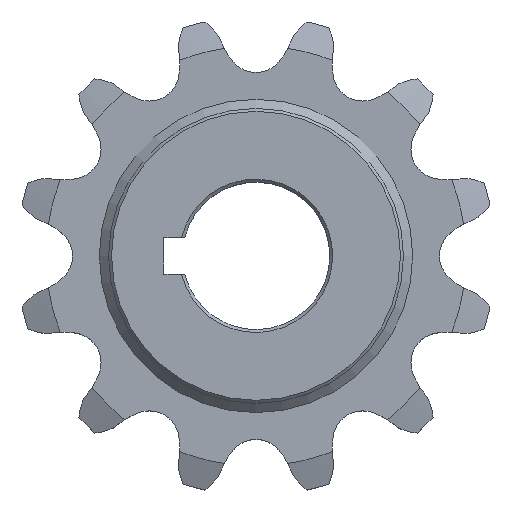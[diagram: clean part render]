
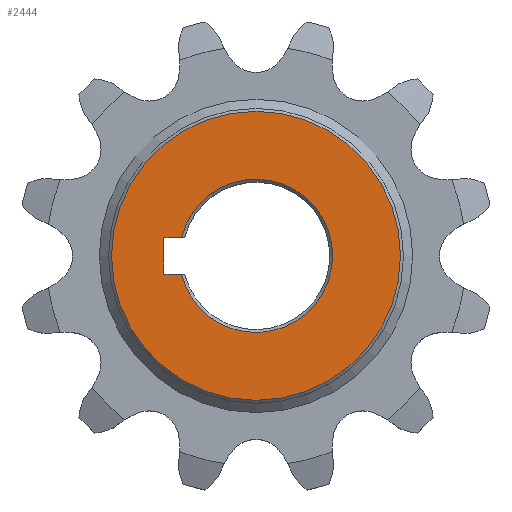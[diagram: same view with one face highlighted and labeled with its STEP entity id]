
A CAD part, top view. The second image highlights one B-rep face of the part: STEP entity #2444.
In plain terms, the highlighted planar face has unit normal (0, 0, 1).
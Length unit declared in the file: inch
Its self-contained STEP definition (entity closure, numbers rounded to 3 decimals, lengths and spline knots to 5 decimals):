
#17=FACE_BOUND('',#451,.T.);
#21=PLANE('',#2730);
#316=FACE_OUTER_BOUND('',#450,.T.);
#450=EDGE_LOOP('',(#2064,#2065));
#451=EDGE_LOOP('',(#2066,#2067,#2068,#2069));
#525=LINE('',#4139,#634);
#596=LINE('',#4696,#705);
#597=LINE('',#4697,#706);
#634=VECTOR('',#3044,39.37008);
#705=VECTOR('',#3331,39.37008);
#706=VECTOR('',#3332,39.37008);
#725=CIRCLE('',#2527,0.26);
#728=CIRCLE('',#2531,0.49);
#729=CIRCLE('',#2532,0.49);
#874=VERTEX_POINT('',#3503);
#875=VERTEX_POINT('',#3508);
#879=VERTEX_POINT('',#3520);
#880=VERTEX_POINT('',#3522);
#1009=VERTEX_POINT('',#4135);
#1010=VERTEX_POINT('',#4137);
#1137=EDGE_CURVE('',#874,#875,#725,.T.);
#1142=EDGE_CURVE('',#879,#880,#728,.T.);
#1143=EDGE_CURVE('',#880,#879,#729,.T.);
#1302=EDGE_CURVE('',#1009,#1010,#525,.T.);
#1468=EDGE_CURVE('',#1009,#874,#596,.T.);
#1469=EDGE_CURVE('',#875,#1010,#597,.T.);
#2064=ORIENTED_EDGE('',*,*,#1143,.F.);
#2065=ORIENTED_EDGE('',*,*,#1142,.F.);
#2066=ORIENTED_EDGE('',*,*,#1137,.F.);
#2067=ORIENTED_EDGE('',*,*,#1468,.F.);
#2068=ORIENTED_EDGE('',*,*,#1302,.T.);
#2069=ORIENTED_EDGE('',*,*,#1469,.F.);
#2444=ADVANCED_FACE('',(#316,#17),#21,.F.);
#2527=AXIS2_PLACEMENT_3D('',#3509,#2829,#2830);
#2531=AXIS2_PLACEMENT_3D('',#3523,#2838,#2839);
#2532=AXIS2_PLACEMENT_3D('',#3524,#2840,#2841);
#2730=AXIS2_PLACEMENT_3D('',#4695,#3329,#3330);
#2829=DIRECTION('center_axis',(0.,0.,1.));
#2830=DIRECTION('ref_axis',(0.,-1.,0.));
#2838=DIRECTION('center_axis',(0.,0.,-1.));
#2839=DIRECTION('ref_axis',(0.,1.,0.));
#2840=DIRECTION('center_axis',(0.,0.,-1.));
#2841=DIRECTION('ref_axis',(0.,1.,0.));
#3044=DIRECTION('',(0.,1.,0.));
#3329=DIRECTION('center_axis',(0.,0.,-1.));
#3330=DIRECTION('ref_axis',(-1.,0.,0.));
#3331=DIRECTION('',(1.,0.,0.));
#3332=DIRECTION('',(-1.,0.,0.));
#3503=CARTESIAN_POINT('',(-0.25238,-0.0625,0.245));
#3508=CARTESIAN_POINT('',(-0.25238,0.0625,0.245));
#3509=CARTESIAN_POINT('Origin',(0.,0.,
0.245));
#3520=CARTESIAN_POINT('',(0.,-0.49,0.245));
#3522=CARTESIAN_POINT('',(0.,0.49,0.245));
#3523=CARTESIAN_POINT('Origin',(0.,0.,
0.245));
#3524=CARTESIAN_POINT('Origin',(0.,0.,
0.245));
#4135=CARTESIAN_POINT('',(-0.3125,-0.0625,0.245));
#4137=CARTESIAN_POINT('',(-0.3125,0.0625,0.245));
#4139=CARTESIAN_POINT('',(-0.3125,0.0625,0.245));
#4695=CARTESIAN_POINT('Origin',(0.,0.,
0.245));
#4696=CARTESIAN_POINT('',(0.,-0.0625,0.245));
#4697=CARTESIAN_POINT('',(0.,0.0625,0.245));
